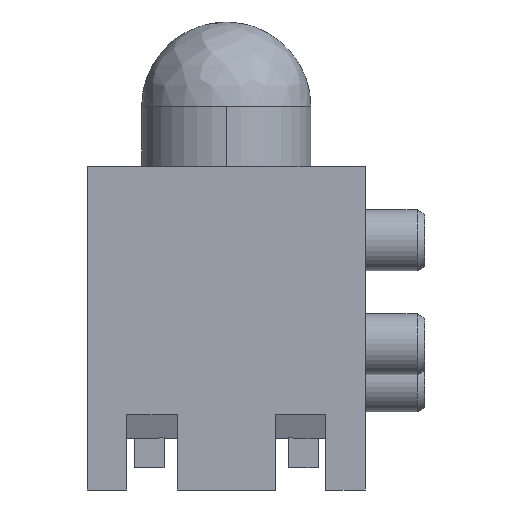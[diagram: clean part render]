
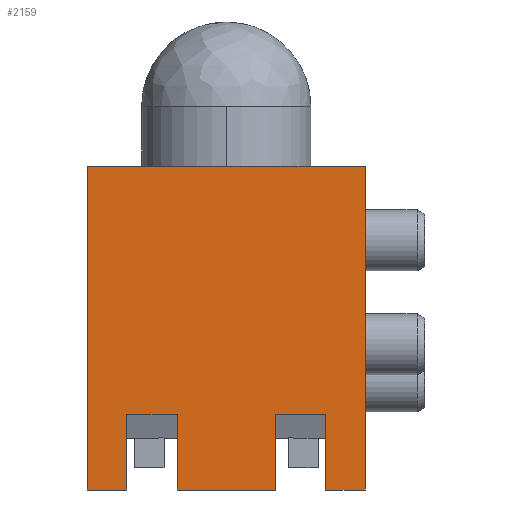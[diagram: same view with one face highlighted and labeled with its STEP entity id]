
A CAD part, front view. The second image highlights one B-rep face of the part: STEP entity #2159.
In plain terms, the highlighted planar face has unit normal (0, -1, 0).
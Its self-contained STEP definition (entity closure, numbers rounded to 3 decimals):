
#14 = ORIENTED_EDGE ( 'NONE', *, *, #963, .T. ) ;
#28 = ORIENTED_EDGE ( 'NONE', *, *, #3672, .F. ) ;
#131 = VECTOR ( 'NONE', #493, 1000. ) ;
#204 = VECTOR ( 'NONE', #2210, 1000. ) ;
#230 = DIRECTION ( 'NONE',  ( 0., 0., 1. ) ) ;
#231 = VECTOR ( 'NONE', #3197, 1000. ) ;
#357 = EDGE_LOOP ( 'NONE', ( #14, #2528, #4154, #1091, #1078, #1111, #1557, #1080, #4188, #28, #2145, #3087 ) ) ;
#431 = EDGE_CURVE ( 'NONE', #869, #3691, #4042, .T. ) ;
#435 = EDGE_CURVE ( 'NONE', #3691, #3961, #573, .T. ) ;
#466 = VERTEX_POINT ( 'NONE', #1559 ) ;
#488 = AXIS2_PLACEMENT_3D ( 'NONE', #2909, #3554, #1514 ) ;
#493 = DIRECTION ( 'NONE',  ( 1., 0., 0. ) ) ;
#564 = CARTESIAN_POINT ( 'NONE',  ( 1.702, -3.569, -2.125 ) ) ;
#573 = LINE ( 'NONE', #971, #1431 ) ;
#593 = LINE ( 'NONE', #564, #4066 ) ;
#600 = VECTOR ( 'NONE', #965, 1000. ) ;
#608 = VECTOR ( 'NONE', #1991, 1000. ) ;
#614 = DIRECTION ( 'NONE',  ( 1., 0., 0. ) ) ;
#869 = VERTEX_POINT ( 'NONE', #1109 ) ;
#872 = CARTESIAN_POINT ( 'NONE',  ( -0.838, -3.569, -2.769 ) ) ;
#875 = EDGE_CURVE ( 'NONE', #1029, #3073, #2916, .T. ) ;
#897 = DIRECTION ( 'NONE',  ( -1., 0., 0. ) ) ;
#928 = EDGE_CURVE ( 'NONE', #4321, #4021, #2810, .T. ) ;
#963 = EDGE_CURVE ( 'NONE', #3236, #4321, #2006, .T. ) ;
#965 = DIRECTION ( 'NONE',  ( -1., 0., 0. ) ) ;
#971 = CARTESIAN_POINT ( 'NONE',  ( -2.375, -3.569, 0. ) ) ;
#1029 = VERTEX_POINT ( 'NONE', #2243 ) ;
#1052 = VECTOR ( 'NONE', #614, 1000. ) ;
#1055 = VECTOR ( 'NONE', #2241, 1000. ) ;
#1072 = VECTOR ( 'NONE', #3488, 1000. ) ;
#1078 = ORIENTED_EDGE ( 'NONE', *, *, #1470, .F. ) ;
#1080 = ORIENTED_EDGE ( 'NONE', *, *, #431, .T. ) ;
#1091 = ORIENTED_EDGE ( 'NONE', *, *, #1301, .T. ) ;
#1109 = CARTESIAN_POINT ( 'NONE',  ( 2.375, -3.569, 2.769 ) ) ;
#1111 = ORIENTED_EDGE ( 'NONE', *, *, #875, .T. ) ;
#1193 = VERTEX_POINT ( 'NONE', #1238 ) ;
#1238 = CARTESIAN_POINT ( 'NONE',  ( -1.702, -3.569, -2.769 ) ) ;
#1301 = EDGE_CURVE ( 'NONE', #1395, #2538, #2108, .T. ) ;
#1310 = CARTESIAN_POINT ( 'NONE',  ( -2.375, -3.569, 2.769 ) ) ;
#1395 = VERTEX_POINT ( 'NONE', #2029 ) ;
#1431 = VECTOR ( 'NONE', #2959, 1000. ) ;
#1460 = DIRECTION ( 'NONE',  ( 0., 0., -1. ) ) ;
#1469 = LINE ( 'NONE', #3995, #608 ) ;
#1470 = EDGE_CURVE ( 'NONE', #1029, #2538, #593, .T. ) ;
#1514 = DIRECTION ( 'NONE',  ( 0., 0., 1. ) ) ;
#1557 = ORIENTED_EDGE ( 'NONE', *, *, #4176, .F. ) ;
#1559 = CARTESIAN_POINT ( 'NONE',  ( -1.702, -3.569, -1.482 ) ) ;
#1915 = LINE ( 'NONE', #2562, #231 ) ;
#1991 = DIRECTION ( 'NONE',  ( 0., 0., 1. ) ) ;
#2002 = CARTESIAN_POINT ( 'NONE',  ( 0., -3.569, -2.769 ) ) ;
#2006 = LINE ( 'NONE', #2575, #3460 ) ;
#2029 = CARTESIAN_POINT ( 'NONE',  ( 0.838, -3.569, -1.482 ) ) ;
#2108 = LINE ( 'NONE', #2987, #1052 ) ;
#2145 = ORIENTED_EDGE ( 'NONE', *, *, #2541, .T. ) ;
#2159 = ADVANCED_FACE ( 'NONE', ( #3927 ), #2599, .F. ) ;
#2210 = DIRECTION ( 'NONE',  ( 1., 0., 0. ) ) ;
#2241 = DIRECTION ( 'NONE',  ( 0., 0., -1. ) ) ;
#2243 = CARTESIAN_POINT ( 'NONE',  ( 1.702, -3.569, -2.769 ) ) ;
#2442 = LINE ( 'NONE', #2002, #600 ) ;
#2450 = CARTESIAN_POINT ( 'NONE',  ( -0.838, -3.569, -1.482 ) ) ;
#2528 = ORIENTED_EDGE ( 'NONE', *, *, #928, .T. ) ;
#2538 = VERTEX_POINT ( 'NONE', #4322 ) ;
#2541 = EDGE_CURVE ( 'NONE', #1193, #466, #1469, .T. ) ;
#2562 = CARTESIAN_POINT ( 'NONE',  ( 0.838, -3.569, -2.125 ) ) ;
#2575 = CARTESIAN_POINT ( 'NONE',  ( -0.838, -3.569, -2.125 ) ) ;
#2599 = PLANE ( 'NONE',  #488 ) ;
#2810 = LINE ( 'NONE', #3833, #204 ) ;
#2823 = CARTESIAN_POINT ( 'NONE',  ( 0.838, -3.569, -2.769 ) ) ;
#2909 = CARTESIAN_POINT ( 'NONE',  ( -2.375, -3.569, -2.769 ) ) ;
#2916 = LINE ( 'NONE', #3816, #1072 ) ;
#2959 = DIRECTION ( 'NONE',  ( 0., 0., -1. ) ) ;
#2987 = CARTESIAN_POINT ( 'NONE',  ( 1.27, -3.569, -1.482 ) ) ;
#3003 = CARTESIAN_POINT ( 'NONE',  ( 0., -3.569, 2.769 ) ) ;
#3020 = EDGE_CURVE ( 'NONE', #466, #3236, #3703, .T. ) ;
#3073 = VERTEX_POINT ( 'NONE', #3866 ) ;
#3087 = ORIENTED_EDGE ( 'NONE', *, *, #3020, .T. ) ;
#3158 = VECTOR ( 'NONE', #897, 1000. ) ;
#3197 = DIRECTION ( 'NONE',  ( 0., 0., -1. ) ) ;
#3236 = VERTEX_POINT ( 'NONE', #2450 ) ;
#3460 = VECTOR ( 'NONE', #1460, 1000. ) ;
#3488 = DIRECTION ( 'NONE',  ( 1., 0., 0. ) ) ;
#3525 = EDGE_CURVE ( 'NONE', #1395, #4021, #1915, .T. ) ;
#3554 = DIRECTION ( 'NONE',  ( 0., 1., 0. ) ) ;
#3652 = LINE ( 'NONE', #3859, #1055 ) ;
#3672 = EDGE_CURVE ( 'NONE', #1193, #3961, #2442, .T. ) ;
#3691 = VERTEX_POINT ( 'NONE', #1310 ) ;
#3703 = LINE ( 'NONE', #3835, #131 ) ;
#3816 = CARTESIAN_POINT ( 'NONE',  ( 2.038, -3.569, -2.769 ) ) ;
#3833 = CARTESIAN_POINT ( 'NONE',  ( 0., -3.569, -2.769 ) ) ;
#3835 = CARTESIAN_POINT ( 'NONE',  ( -1.27, -3.569, -1.482 ) ) ;
#3859 = CARTESIAN_POINT ( 'NONE',  ( 2.375, -3.569, 0. ) ) ;
#3866 = CARTESIAN_POINT ( 'NONE',  ( 2.375, -3.569, -2.769 ) ) ;
#3927 = FACE_OUTER_BOUND ( 'NONE', #357, .T. ) ;
#3961 = VERTEX_POINT ( 'NONE', #4130 ) ;
#3995 = CARTESIAN_POINT ( 'NONE',  ( -1.702, -3.569, -2.125 ) ) ;
#4021 = VERTEX_POINT ( 'NONE', #2823 ) ;
#4042 = LINE ( 'NONE', #3003, #3158 ) ;
#4066 = VECTOR ( 'NONE', #230, 1000. ) ;
#4130 = CARTESIAN_POINT ( 'NONE',  ( -2.375, -3.569, -2.769 ) ) ;
#4154 = ORIENTED_EDGE ( 'NONE', *, *, #3525, .F. ) ;
#4176 = EDGE_CURVE ( 'NONE', #869, #3073, #3652, .T. ) ;
#4188 = ORIENTED_EDGE ( 'NONE', *, *, #435, .T. ) ;
#4321 = VERTEX_POINT ( 'NONE', #872 ) ;
#4322 = CARTESIAN_POINT ( 'NONE',  ( 1.702, -3.569, -1.482 ) ) ;
